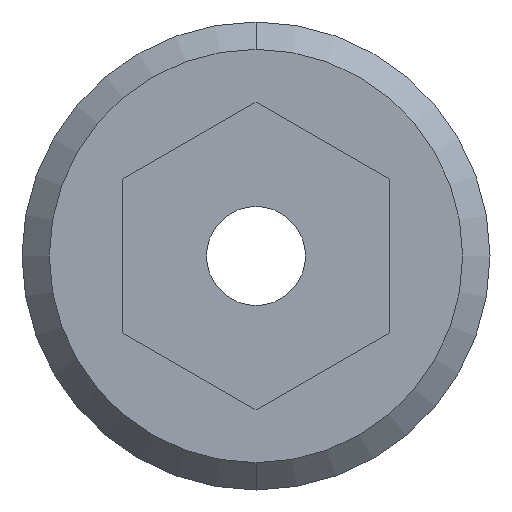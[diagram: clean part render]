
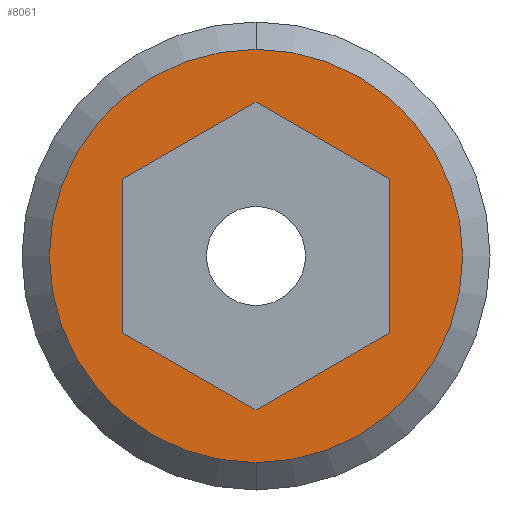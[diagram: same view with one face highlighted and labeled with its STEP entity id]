
A CAD part, left-side view. The second image highlights one B-rep face of the part: STEP entity #8061.
In plain terms, the highlighted planar face has unit normal (-1, 0, 0).
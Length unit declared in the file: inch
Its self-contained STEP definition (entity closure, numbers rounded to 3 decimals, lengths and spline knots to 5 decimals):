
#3406=CARTESIAN_POINT('',(-0.085,0.,0.));
#3407=DIRECTION('',(-1.,0.,0.));
#3408=DIRECTION('',(0.,1.,0.));
#3409=AXIS2_PLACEMENT_3D('',#3406,#3407,#3408);
#3424=DIRECTION('',(0.,0.5,0.866));
#3425=VECTOR('',#3424,0.04503);
#3426=CARTESIAN_POINT('',(-0.085,0.02252,-0.039));
#3427=LINE('',#3426,#3425);
#3428=DIRECTION('',(0.,1.,0.));
#3429=VECTOR('',#3428,0.04503);
#3430=CARTESIAN_POINT('',(-0.085,-0.02252,-0.039));
#3431=LINE('',#3430,#3429);
#3432=DIRECTION('',(0.,0.5,-0.866));
#3433=VECTOR('',#3432,0.04503);
#3434=CARTESIAN_POINT('',(-0.085,-0.04503,0.));
#3435=LINE('',#3434,#3433);
#3436=DIRECTION('',(0.,-0.5,-0.866));
#3437=VECTOR('',#3436,0.04503);
#3438=CARTESIAN_POINT('',(-0.085,-0.02252,0.039));
#3439=LINE('',#3438,#3437);
#3440=DIRECTION('',(0.,-1.,0.));
#3441=VECTOR('',#3440,0.04503);
#3442=CARTESIAN_POINT('',(-0.085,0.02252,0.039));
#3443=LINE('',#3442,#3441);
#3444=DIRECTION('',(0.,-0.5,0.866));
#3445=VECTOR('',#3444,0.04503);
#3446=CARTESIAN_POINT('',(-0.085,0.04503,0.));
#3447=LINE('',#3446,#3445);
#3448=CARTESIAN_POINT('',(-0.085,0.,0.));
#3449=DIRECTION('',(1.,0.,0.));
#3450=DIRECTION('',(0.,1.,0.));
#3451=AXIS2_PLACEMENT_3D('',#3448,#3449,#3450);
#3676=CARTESIAN_POINT('',(-0.085,0.0605,0.));
#3677=CARTESIAN_POINT('',(-0.085,-0.0605,0.));
#3678=VERTEX_POINT('',#3676);
#3679=VERTEX_POINT('',#3677);
#3696=CARTESIAN_POINT('',(-0.085,0.02252,-0.039));
#3697=CARTESIAN_POINT('',(-0.085,0.04503,0.));
#3698=VERTEX_POINT('',#3696);
#3699=VERTEX_POINT('',#3697);
#3700=CARTESIAN_POINT('',(-0.085,-0.02252,-0.039));
#3701=VERTEX_POINT('',#3700);
#3702=CARTESIAN_POINT('',(-0.085,-0.04503,0.));
#3703=VERTEX_POINT('',#3702);
#3704=CARTESIAN_POINT('',(-0.085,-0.02252,0.039));
#3705=VERTEX_POINT('',#3704);
#3706=CARTESIAN_POINT('',(-0.085,0.02252,0.039));
#3707=VERTEX_POINT('',#3706);
#8037=CARTESIAN_POINT('',(-0.085,0.,0.));
#8038=DIRECTION('',(1.,0.,0.));
#8039=DIRECTION('',(0.,-1.,0.));
#8040=AXIS2_PLACEMENT_3D('',#8037,#8038,#8039);
#8041=PLANE('',#8040);
#8042=ORIENTED_EDGE('',*,*,#8027,.F.);
#8044=ORIENTED_EDGE('',*,*,#8043,.T.);
#8045=EDGE_LOOP('',(#8042,#8044));
#8046=FACE_OUTER_BOUND('',#8045,.F.);
#8048=ORIENTED_EDGE('',*,*,#8047,.F.);
#8050=ORIENTED_EDGE('',*,*,#8049,.F.);
#8052=ORIENTED_EDGE('',*,*,#8051,.F.);
#8054=ORIENTED_EDGE('',*,*,#8053,.F.);
#8056=ORIENTED_EDGE('',*,*,#8055,.F.);
#8058=ORIENTED_EDGE('',*,*,#8057,.F.);
#8059=EDGE_LOOP('',(#8048,#8050,#8052,#8054,#8056,#8058));
#8060=FACE_BOUND('',#8059,.F.);
#3410=CIRCLE('',#3409,0.0605);
#3452=CIRCLE('',#3451,0.0605);
#8027=EDGE_CURVE('',#3678,#3679,#3410,.T.);
#8043=EDGE_CURVE('',#3678,#3679,#3452,.T.);
#8047=EDGE_CURVE('',#3698,#3699,#3427,.T.);
#8049=EDGE_CURVE('',#3701,#3698,#3431,.T.);
#8051=EDGE_CURVE('',#3703,#3701,#3435,.T.);
#8053=EDGE_CURVE('',#3705,#3703,#3439,.T.);
#8055=EDGE_CURVE('',#3707,#3705,#3443,.T.);
#8057=EDGE_CURVE('',#3699,#3707,#3447,.T.);
#8061=ADVANCED_FACE('',(#8046,#8060),#8041,.F.);
